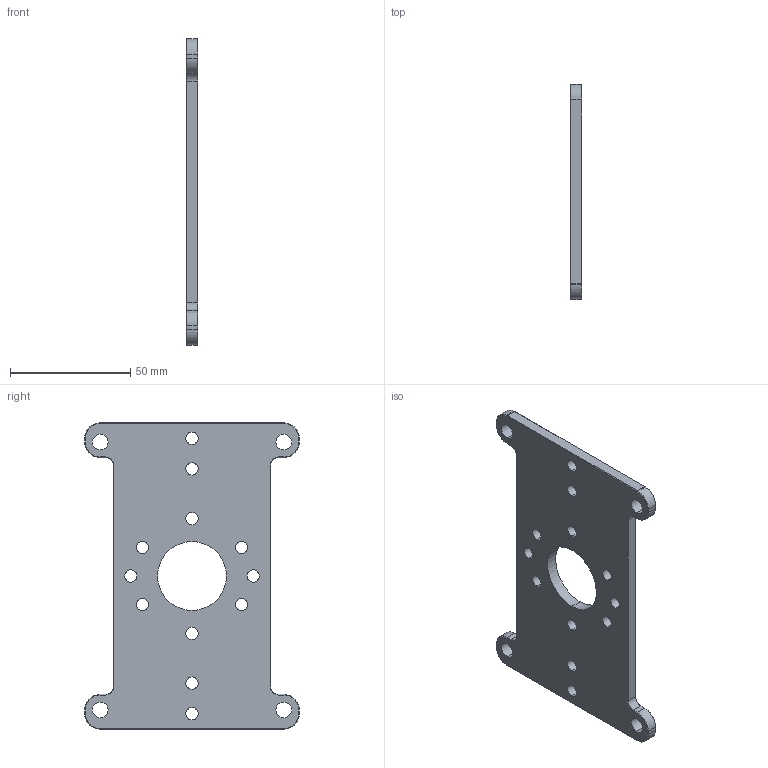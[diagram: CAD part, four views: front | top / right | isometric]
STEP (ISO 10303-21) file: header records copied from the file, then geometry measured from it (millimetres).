
FILE_DESCRIPTION (( 'STEP AP214' ), '1' );
FILE_NAME ('am-2692 Arm Joint Plate.STEP', '2014-09-24T16:58:53', ( '' ), ( '' ), 'SwSTEP 2.0', 'SolidWorks 2014', '' );
FILE_SCHEMA (( 'AUTOMOTIVE_DESIGN' ));
Length unit declared in the file: inch
Products named in the file (1): am-2692 Arm Joint Plate
Bounding box: 4.76 x 89.03 x 127 mm (x, y, z)
Volume: 37621.4 mm3; surface area: 19557.6 mm2
Topology: 1 solids, 1 shells, 120 faces, 298 edges, 180 vertices
Faces by surface type: cylinder 50, plane 38, cone 32
Entity records: 3654 total; most frequent: DIRECTION 672, CARTESIAN_POINT 599, ORIENTED_EDGE 596, EDGE_CURVE 298, AXIS2_PLACEMENT_3D 253, VERTEX_POINT 180, LINE 166, VECTOR 166
